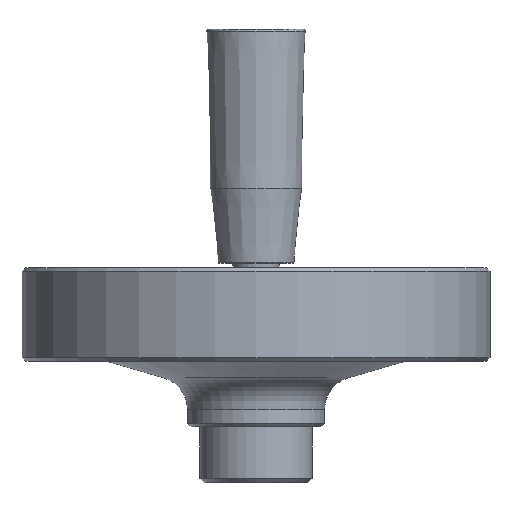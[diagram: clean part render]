
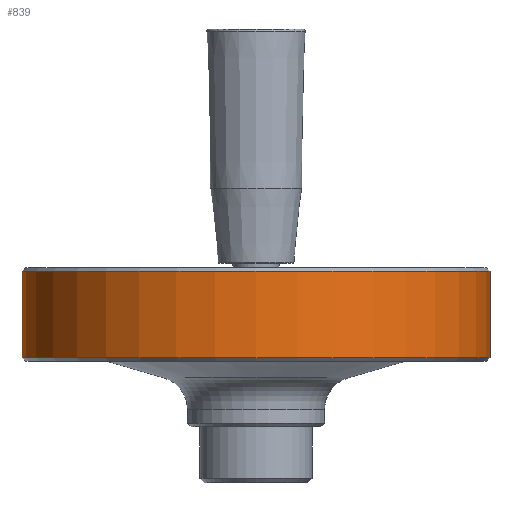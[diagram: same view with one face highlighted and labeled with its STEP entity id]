
A CAD part, front view. The second image highlights one B-rep face of the part: STEP entity #839.
In plain terms, the highlighted cylindrical face has radius 50 mm (diameter 100 mm), a full revolution.
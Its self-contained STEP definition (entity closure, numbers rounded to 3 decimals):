
#839 = ADVANCED_FACE( '', ( #1757, #1758 ), #1759, .T. );
#1757 = FACE_OUTER_BOUND( '', #3719, .T. );
#1758 = FACE_OUTER_BOUND( '', #3720, .T. );
#1759 = CYLINDRICAL_SURFACE( '', #3721, 50. );
#3719 = EDGE_LOOP( '', ( #6170 ) );
#3720 = EDGE_LOOP( '', ( #6171 ) );
#3721 = AXIS2_PLACEMENT_3D( '', #6172, #6173, #6174 );
#6170 = ORIENTED_EDGE( '', *, *, #6907, .T. );
#6171 = ORIENTED_EDGE( '', *, *, #7106, .T. );
#6172 = CARTESIAN_POINT( '', ( 0., 0., 57.15 ) );
#6173 = DIRECTION( '', ( 0., 0., -1. ) );
#6174 = DIRECTION( '', ( 1., 0., 0. ) );
#6907 = EDGE_CURVE( '', #8282, #8282, #8283, .T. );
#7106 = EDGE_CURVE( '', #8535, #8535, #8536, .T. );
#8282 = VERTEX_POINT( '', #10623 );
#8283 = CIRCLE( '', #10624, 50. );
#8535 = VERTEX_POINT( '', #11231 );
#8536 = CIRCLE( '', #11232, 50. );
#10623 = CARTESIAN_POINT( '', ( 50., 0., 14.8 ) );
#10624 = AXIS2_PLACEMENT_3D( '', #12483, #12484, #12485 );
#11231 = CARTESIAN_POINT( '', ( -50., 0., 33.2 ) );
#11232 = AXIS2_PLACEMENT_3D( '', #12728, #12729, #12730 );
#12483 = CARTESIAN_POINT( '', ( 0., 0., 14.8 ) );
#12484 = DIRECTION( '', ( 0., 0., 1. ) );
#12485 = DIRECTION( '', ( 1., 0., 0. ) );
#12728 = CARTESIAN_POINT( '', ( 0., 0., 33.2 ) );
#12729 = DIRECTION( '', ( 0., 0., -1. ) );
#12730 = DIRECTION( '', ( -1., 0., 0. ) );
